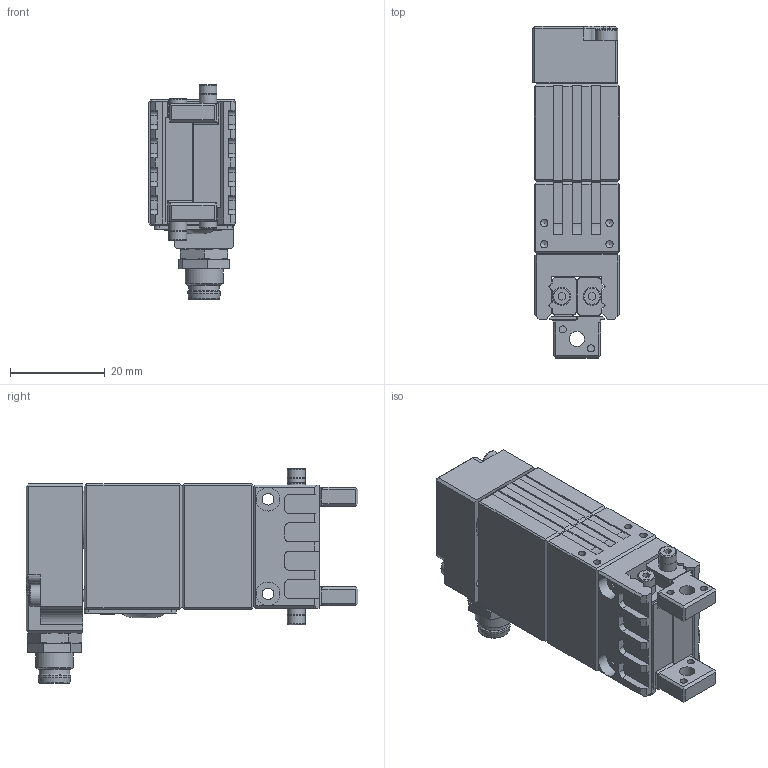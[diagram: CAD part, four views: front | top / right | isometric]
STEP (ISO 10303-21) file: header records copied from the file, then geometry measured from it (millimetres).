
FILE_DESCRIPTION(/* description */ ('Custom gripper based on EGP series from Schunk'),/* implementation_level */ '2;1');
FILE_NAME(/* name */ 'Gripper_NewConnector.stp',/* time_stamp */ '2020-10-27T15:23:12-04:00',/* author */ ('cvespa'),/* organization */ ('Mecademic'),/* preprocessor_version */ 'ST-DEVELOPER v18.1',/* originating_system */ 'Autodesk Inventor 2021',/* authorisation */ '');
FILE_SCHEMA (('AUTOMOTIVE_DESIGN { 1 0 10303 214 3 1 1 }'));
Products named in the file (7): Gripper_NewConnector; SCHUNK-0310900 EGP 25-N-N-B, 000; Cap Schunk EGP-25; Gripper keypad; ISO 4762 - M2.5 x 25ISO; 09-3463-00-06; User Library-Nut M8x0_5
Assembly tree (7 placements, depth 2):
  Gripper_NewConnector
    SCHUNK-0310900 EGP 25-N-N-B, 000
    Cap Schunk EGP-25
    Gripper keypad
    ISO 4762 - M2.5 x 25ISO  x2
    09-3463-00-06
    User Library-Nut M8x0_5
Bounding box: 18.37 x 70.15 x 45.45 mm (x, y, z)
Volume: 23522.6 mm3; surface area: 16824 mm2
Topology: 18 solids, 18 shells, 703 faces, 1821 edges, 1189 vertices
Faces by surface type: plane 431, cylinder 189, cone 58, torus 18, sphere 6, bspline 1
Full cylindrical faces by diameter (mm): 0.7 x6, 1.1 x6, 1.5 x8, 1.567 x12, 2.013 x2, 2.1 x4, 2.459 x4, 2.5 x2, 2.75 x3, 2.9 x1, 3 x3, 3.242 x2, 3.7 x2, 3.8 x7, 4.5 x2, 4.6 x1, 5 x2, 6.5 x1, 6.655 x1, 6.9 x2, 6.95 x1, 7.459 x1, 8 x1, 12 x1
Entity records: 21672 total; most frequent: CARTESIAN_POINT 3801, DIRECTION 3598, ORIENTED_EDGE 3518, EDGE_CURVE 1759, LINE 1230, VECTOR 1230, AXIS2_PLACEMENT_3D 1184, VERTEX_POINT 1165
